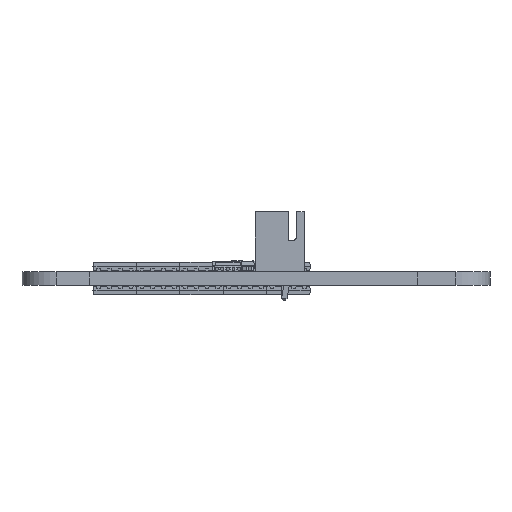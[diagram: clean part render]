
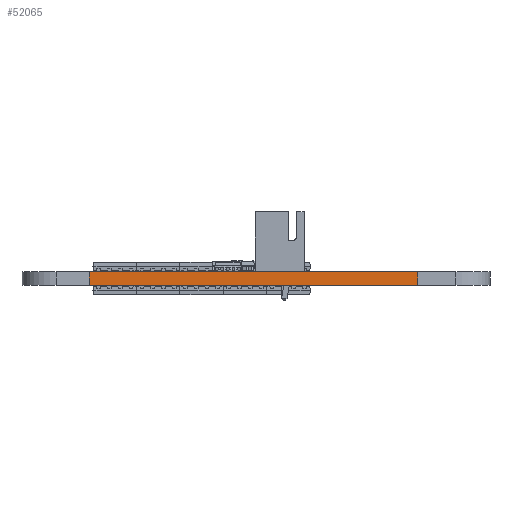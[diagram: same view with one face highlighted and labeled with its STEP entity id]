
A CAD part, left-side view. The second image highlights one B-rep face of the part: STEP entity #52065.
In plain terms, the highlighted planar face has unit normal (-1, 0, 0).
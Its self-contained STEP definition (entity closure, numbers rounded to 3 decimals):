
#49747 = PLANE('',#49748);
#49748 = AXIS2_PLACEMENT_3D('',#49749,#49750,#49751);
#49749 = CARTESIAN_POINT('',(-1.336,0.374,1.6));
#49750 = DIRECTION('',(0.,0.,1.));
#49751 = DIRECTION('',(1.,0.,0.));
#49801 = PLANE('',#49802);
#49802 = AXIS2_PLACEMENT_3D('',#49803,#49804,#49805);
#49803 = CARTESIAN_POINT('',(-1.336,0.374,0.));
#49804 = DIRECTION('',(0.,0.,1.));
#49805 = DIRECTION('',(1.,0.,0.));
#50082 = VERTEX_POINT('',#50083);
#50083 = CARTESIAN_POINT('',(-37.25,19.6,0.));
#50097 = PLANE('',#50098);
#50098 = AXIS2_PLACEMENT_3D('',#50099,#50100,#50101);
#50099 = CARTESIAN_POINT('',(-37.25,23.5,0.));
#50100 = DIRECTION('',(1.,0.,0.));
#50101 = DIRECTION('',(0.,-1.,0.));
#50109 = EDGE_CURVE('',#50082,#50110,#50112,.T.);
#50110 = VERTEX_POINT('',#50111);
#50111 = CARTESIAN_POINT('',(-37.25,-19.,0.));
#50112 = SURFACE_CURVE('',#50113,(#50117,#50124),.PCURVE_S1.);
#50113 = LINE('',#50114,#50115);
#50114 = CARTESIAN_POINT('',(-37.25,19.6,0.));
#50115 = VECTOR('',#50116,1.);
#50116 = DIRECTION('',(0.,-1.,0.));
#50117 = PCURVE('',#49801,#50118);
#50118 = DEFINITIONAL_REPRESENTATION('',(#50119),#50123);
#50119 = LINE('',#50120,#50121);
#50120 = CARTESIAN_POINT('',(-35.914,19.226));
#50121 = VECTOR('',#50122,1.);
#50122 = DIRECTION('',(0.,-1.));
#50123 = ( GEOMETRIC_REPRESENTATION_CONTEXT(2) 
PARAMETRIC_REPRESENTATION_CONTEXT() REPRESENTATION_CONTEXT('2D SPACE',''
  ) );
#50124 = PCURVE('',#50125,#50130);
#50125 = PLANE('',#50126);
#50126 = AXIS2_PLACEMENT_3D('',#50127,#50128,#50129);
#50127 = CARTESIAN_POINT('',(-37.25,19.6,0.));
#50128 = DIRECTION('',(1.,0.,0.));
#50129 = DIRECTION('',(0.,-1.,0.));
#50130 = DEFINITIONAL_REPRESENTATION('',(#50131),#50135);
#50131 = LINE('',#50132,#50133);
#50132 = CARTESIAN_POINT('',(0.,0.));
#50133 = VECTOR('',#50134,1.);
#50134 = DIRECTION('',(1.,0.));
#50135 = ( GEOMETRIC_REPRESENTATION_CONTEXT(2) 
PARAMETRIC_REPRESENTATION_CONTEXT() REPRESENTATION_CONTEXT('2D SPACE',''
  ) );
#50153 = PLANE('',#50154);
#50154 = AXIS2_PLACEMENT_3D('',#50155,#50156,#50157);
#50155 = CARTESIAN_POINT('',(-37.25,-19.,0.));
#50156 = DIRECTION('',(1.,0.,0.));
#50157 = DIRECTION('',(0.,-1.,0.));
#51048 = VERTEX_POINT('',#51049);
#51049 = CARTESIAN_POINT('',(-37.25,19.6,1.6));
#51070 = EDGE_CURVE('',#51048,#51071,#51073,.T.);
#51071 = VERTEX_POINT('',#51072);
#51072 = CARTESIAN_POINT('',(-37.25,-19.,1.6));
#51073 = SURFACE_CURVE('',#51074,(#51078,#51085),.PCURVE_S1.);
#51074 = LINE('',#51075,#51076);
#51075 = CARTESIAN_POINT('',(-37.25,19.6,1.6));
#51076 = VECTOR('',#51077,1.);
#51077 = DIRECTION('',(0.,-1.,0.));
#51078 = PCURVE('',#49747,#51079);
#51079 = DEFINITIONAL_REPRESENTATION('',(#51080),#51084);
#51080 = LINE('',#51081,#51082);
#51081 = CARTESIAN_POINT('',(-35.914,19.226));
#51082 = VECTOR('',#51083,1.);
#51083 = DIRECTION('',(0.,-1.));
#51084 = ( GEOMETRIC_REPRESENTATION_CONTEXT(2) 
PARAMETRIC_REPRESENTATION_CONTEXT() REPRESENTATION_CONTEXT('2D SPACE',''
  ) );
#51085 = PCURVE('',#50125,#51086);
#51086 = DEFINITIONAL_REPRESENTATION('',(#51087),#51091);
#51087 = LINE('',#51088,#51089);
#51088 = CARTESIAN_POINT('',(0.,-1.6));
#51089 = VECTOR('',#51090,1.);
#51090 = DIRECTION('',(1.,0.));
#51091 = ( GEOMETRIC_REPRESENTATION_CONTEXT(2) 
PARAMETRIC_REPRESENTATION_CONTEXT() REPRESENTATION_CONTEXT('2D SPACE',''
  ) );
#52017 = EDGE_CURVE('',#50082,#51048,#52018,.T.);
#52018 = SURFACE_CURVE('',#52019,(#52023,#52030),.PCURVE_S1.);
#52019 = LINE('',#52020,#52021);
#52020 = CARTESIAN_POINT('',(-37.25,19.6,0.));
#52021 = VECTOR('',#52022,1.);
#52022 = DIRECTION('',(0.,0.,1.));
#52023 = PCURVE('',#50097,#52024);
#52024 = DEFINITIONAL_REPRESENTATION('',(#52025),#52029);
#52025 = LINE('',#52026,#52027);
#52026 = CARTESIAN_POINT('',(3.9,0.));
#52027 = VECTOR('',#52028,1.);
#52028 = DIRECTION('',(0.,-1.));
#52029 = ( GEOMETRIC_REPRESENTATION_CONTEXT(2) 
PARAMETRIC_REPRESENTATION_CONTEXT() REPRESENTATION_CONTEXT('2D SPACE',''
  ) );
#52030 = PCURVE('',#50125,#52031);
#52031 = DEFINITIONAL_REPRESENTATION('',(#52032),#52036);
#52032 = LINE('',#52033,#52034);
#52033 = CARTESIAN_POINT('',(0.,0.));
#52034 = VECTOR('',#52035,1.);
#52035 = DIRECTION('',(0.,-1.));
#52036 = ( GEOMETRIC_REPRESENTATION_CONTEXT(2) 
PARAMETRIC_REPRESENTATION_CONTEXT() REPRESENTATION_CONTEXT('2D SPACE',''
  ) );
#52065 = ADVANCED_FACE('',(#52066),#50125,.F.);
#52066 = FACE_BOUND('',#52067,.F.);
#52067 = EDGE_LOOP('',(#52068,#52069,#52070,#52091));
#52068 = ORIENTED_EDGE('',*,*,#52017,.T.);
#52069 = ORIENTED_EDGE('',*,*,#51070,.T.);
#52070 = ORIENTED_EDGE('',*,*,#52071,.F.);
#52071 = EDGE_CURVE('',#50110,#51071,#52072,.T.);
#52072 = SURFACE_CURVE('',#52073,(#52077,#52084),.PCURVE_S1.);
#52073 = LINE('',#52074,#52075);
#52074 = CARTESIAN_POINT('',(-37.25,-19.,0.));
#52075 = VECTOR('',#52076,1.);
#52076 = DIRECTION('',(0.,0.,1.));
#52077 = PCURVE('',#50125,#52078);
#52078 = DEFINITIONAL_REPRESENTATION('',(#52079),#52083);
#52079 = LINE('',#52080,#52081);
#52080 = CARTESIAN_POINT('',(38.6,0.));
#52081 = VECTOR('',#52082,1.);
#52082 = DIRECTION('',(0.,-1.));
#52083 = ( GEOMETRIC_REPRESENTATION_CONTEXT(2) 
PARAMETRIC_REPRESENTATION_CONTEXT() REPRESENTATION_CONTEXT('2D SPACE',''
  ) );
#52084 = PCURVE('',#50153,#52085);
#52085 = DEFINITIONAL_REPRESENTATION('',(#52086),#52090);
#52086 = LINE('',#52087,#52088);
#52087 = CARTESIAN_POINT('',(0.,0.));
#52088 = VECTOR('',#52089,1.);
#52089 = DIRECTION('',(0.,-1.));
#52090 = ( GEOMETRIC_REPRESENTATION_CONTEXT(2) 
PARAMETRIC_REPRESENTATION_CONTEXT() REPRESENTATION_CONTEXT('2D SPACE',''
  ) );
#52091 = ORIENTED_EDGE('',*,*,#50109,.F.);
